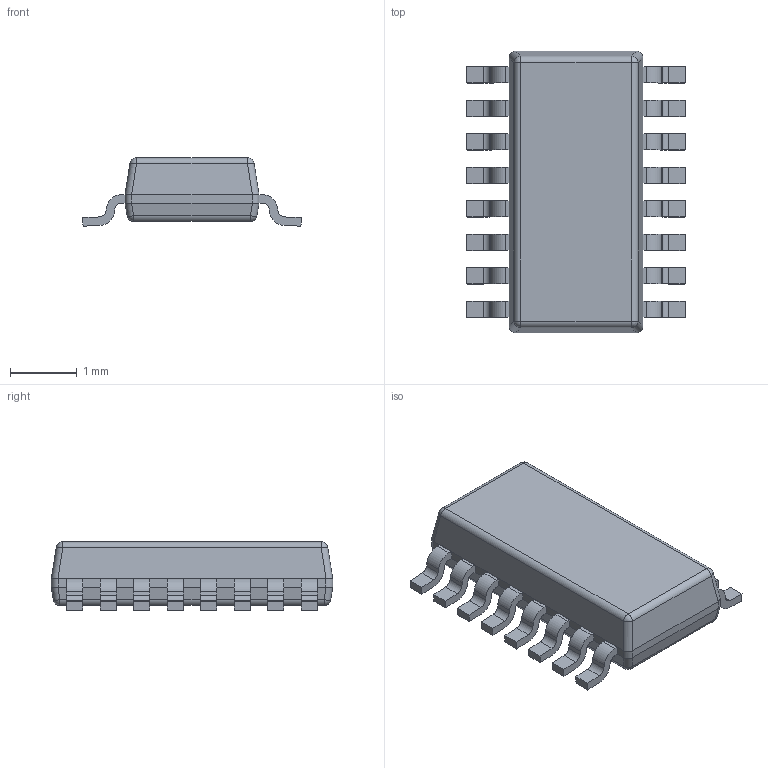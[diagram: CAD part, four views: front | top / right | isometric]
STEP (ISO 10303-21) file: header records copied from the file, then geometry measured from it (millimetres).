
FILE_DESCRIPTION((''),'2;1');
FILE_NAME('DYY0016A_ASM','2018-11-08T09:03:24',('a0412086'),(''),'CREO PARAMETRIC BY PTC INC, 2018020','CREO PARAMETRIC BY PTC INC, 2018020','');
FILE_SCHEMA(('AUTOMOTIVE_DESIGN { 1 0 10303 214 1 1 1 1 }'));
Length unit declared in the file: millimetre
Products named in the file (3): BODY-TSSOP; LEAD-TSSOP; DYY0016A_ASM
Assembly tree (17 placements, depth 2):
  DYY0016A_ASM
    BODY-TSSOP
    LEAD-TSSOP  x16
Bounding box: 3.26 x 4.2 x 1.02 mm (x, y, z)
Volume: 8 mm3; surface area: 36.7 mm2
Topology: 17 solids, 17 shells, 266 faces, 672 edges, 440 vertices
Faces by surface type: plane 174, cylinder 84, sphere 8
Entity records: 2540 total; most frequent: CARTESIAN_POINT 437, DIRECTION 331, ORIENTED_EDGE 264, PRESENTATION_STYLE_ASSIGNMENT 134, STYLED_ITEM 134, CURVE_STYLE 132, EDGE_CURVE 132, AXIS2_PLACEMENT_3D 123
